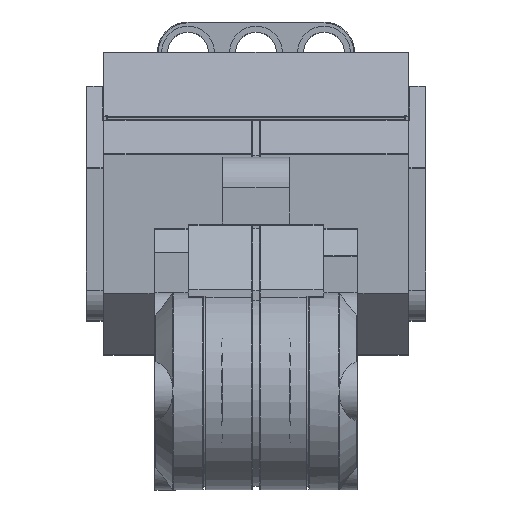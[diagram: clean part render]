
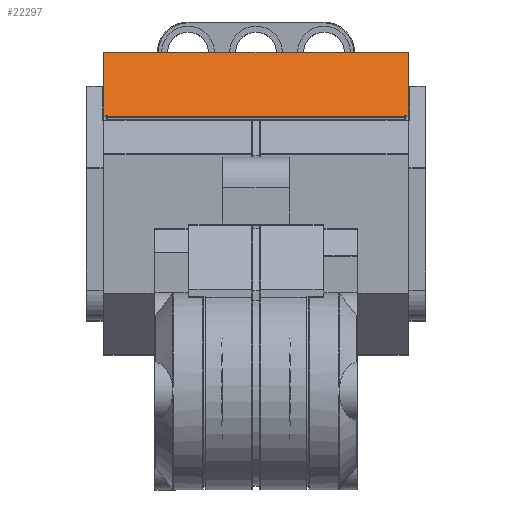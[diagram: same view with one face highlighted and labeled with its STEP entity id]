
A CAD part, top view. The second image highlights one B-rep face of the part: STEP entity #22297.
In plain terms, the highlighted face is planar.
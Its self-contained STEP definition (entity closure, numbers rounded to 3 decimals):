
#1116=PLANE('',#24697);
#2239=FACE_OUTER_BOUND('',#3761,.T.);
#3761=EDGE_LOOP('',(#18723,#18724,#18725,#18726,#18727,#18728,#18729,#18730));
#5454=LINE('',#38023,#7223);
#5456=LINE('',#38036,#7225);
#5458=LINE('',#38046,#7227);
#5461=LINE('',#38060,#7230);
#5463=LINE('',#38068,#7232);
#5466=LINE('',#38081,#7235);
#5468=LINE('',#38087,#7237);
#5469=LINE('',#38088,#7238);
#7223=VECTOR('',#30637,0.4);
#7225=VECTOR('',#30649,35.);
#7227=VECTOR('',#30661,0.247);
#7230=VECTOR('',#30676,0.4);
#7232=VECTOR('',#30688,0.247);
#7235=VECTOR('',#30703,12.23);
#7237=VECTOR('',#30709,12.23);
#7238=VECTOR('',#30710,35.8);
#10338=VERTEX_POINT('',#38021);
#10339=VERTEX_POINT('',#38022);
#10344=VERTEX_POINT('',#38033);
#10345=VERTEX_POINT('',#38035);
#10348=VERTEX_POINT('',#38045);
#10350=VERTEX_POINT('',#38051);
#10358=VERTEX_POINT('',#38080);
#10360=VERTEX_POINT('',#38086);
#13188=EDGE_CURVE('',#10338,#10339,#5454,.T.);
#13194=EDGE_CURVE('',#10344,#10345,#5456,.T.);
#13199=EDGE_CURVE('',#10348,#10344,#5458,.T.);
#13206=EDGE_CURVE('',#10350,#10348,#5461,.T.);
#13211=EDGE_CURVE('',#10345,#10338,#5463,.T.);
#13217=EDGE_CURVE('',#10339,#10358,#5466,.T.);
#13220=EDGE_CURVE('',#10360,#10350,#5468,.T.);
#13221=EDGE_CURVE('',#10358,#10360,#5469,.T.);
#18723=ORIENTED_EDGE('',*,*,#13188,.F.);
#18724=ORIENTED_EDGE('',*,*,#13211,.F.);
#18725=ORIENTED_EDGE('',*,*,#13194,.F.);
#18726=ORIENTED_EDGE('',*,*,#13199,.F.);
#18727=ORIENTED_EDGE('',*,*,#13206,.F.);
#18728=ORIENTED_EDGE('',*,*,#13220,.F.);
#18729=ORIENTED_EDGE('',*,*,#13221,.F.);
#18730=ORIENTED_EDGE('',*,*,#13217,.F.);
#22297=ADVANCED_FACE('',(#2239),#1116,.T.);
#24697=AXIS2_PLACEMENT_3D('',#38085,#30707,#30708);
#30637=DIRECTION('',(1.,0.,0.));
#30649=DIRECTION('',(1.,0.,0.));
#30661=DIRECTION('',(0.,-0.605,-0.796));
#30676=DIRECTION('',(1.,0.,0.));
#30688=DIRECTION('',(0.,0.605,0.796));
#30703=DIRECTION('',(0.,0.605,0.796));
#30707=DIRECTION('center_axis',(0.,0.796,-0.605));
#30708=DIRECTION('ref_axis',(0.,0.605,0.796));
#30709=DIRECTION('',(0.,-0.605,-0.796));
#30710=DIRECTION('',(-1.,0.,0.));
#38021=CARTESIAN_POINT('',(17.5,8.38,-19.964));
#38022=CARTESIAN_POINT('',(17.9,8.38,-19.964));
#38023=CARTESIAN_POINT('',(9.,8.38,-19.964));
#38033=CARTESIAN_POINT('',(-17.5,8.23,-20.161));
#38035=CARTESIAN_POINT('',(17.5,8.23,-20.161));
#38036=CARTESIAN_POINT('',(0.,8.23,-20.161));
#38045=CARTESIAN_POINT('',(-17.5,8.38,-19.964));
#38046=CARTESIAN_POINT('',(-17.5,9.223,-18.854));
#38051=CARTESIAN_POINT('',(-17.9,8.38,-19.964));
#38060=CARTESIAN_POINT('',(-9.,8.38,-19.964));
#38068=CARTESIAN_POINT('',(17.5,9.223,-18.854));
#38080=CARTESIAN_POINT('',(17.9,15.78,-10.227));
#38081=CARTESIAN_POINT('',(17.9,15.343,-10.801));
#38085=CARTESIAN_POINT('Origin',(0.,8.2,-20.2));
#38086=CARTESIAN_POINT('',(-17.9,15.78,-10.227));
#38087=CARTESIAN_POINT('',(-17.9,15.343,-10.801));
#38088=CARTESIAN_POINT('',(0.,15.78,-10.227));
